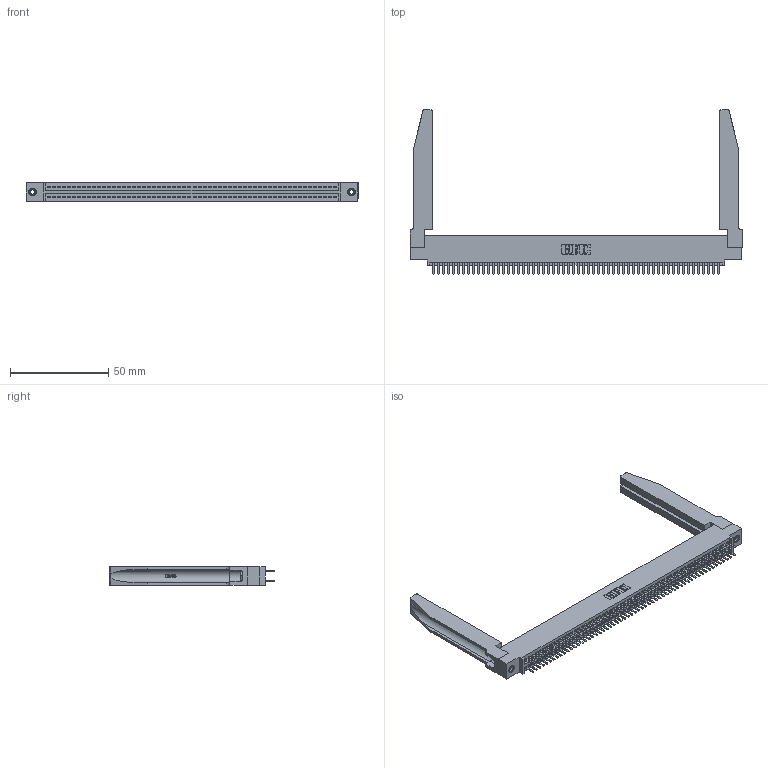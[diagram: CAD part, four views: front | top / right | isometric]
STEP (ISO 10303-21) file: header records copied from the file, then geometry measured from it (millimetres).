
FILE_DESCRIPTION (( 'STEP AP203' ), '1' );
FILE_NAME ('395-116-520-578.STEP', '2019-10-27T20:00:24', ( '' ), ( '' ), 'SwSTEP 2.0', 'SolidWorks 2016', '' );
FILE_SCHEMA (( 'CONFIG_CONTROL_DESIGN' ));
Length unit declared in the file: inch
Products named in the file (5): 345 Part_0.110 Offset - 0.156 Dia-TH; 345-292-001_345-293-120; 345-250-001_345-250-001-102; 345-220-078_345-220-078; 395-116-520-578
Assembly tree (121 placements, depth 2):
  395-116-520-578
    345 Part_0.110 Offset - 0.156 Dia-TH
    345-292-001_345-293-120  x116
    345-250-001_345-250-001-102  x2
    345-220-078_345-220-078  x2
Bounding box: 168.55 x 83.44 x 9.4 mm (x, y, z)
Volume: 24168.1 mm3; surface area: 31371.3 mm2
Topology: 121 solids, 121 shells, 6628 faces, 19173 edges, 12462 vertices
Faces by surface type: plane 4286, cylinder 2290, bspline 36, cone 12, torus 4
Entity records: 48340 total; most frequent: CARTESIAN_POINT 9019, ORIENTED_EDGE 7838, DIRECTION 6913, EDGE_CURVE 3919, LINE 3457, VECTOR 3457, VERTEX_POINT 2604, AXIS2_PLACEMENT_3D 1728
